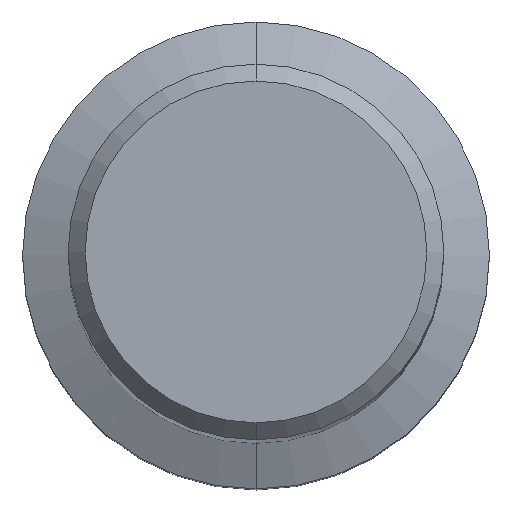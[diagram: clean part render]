
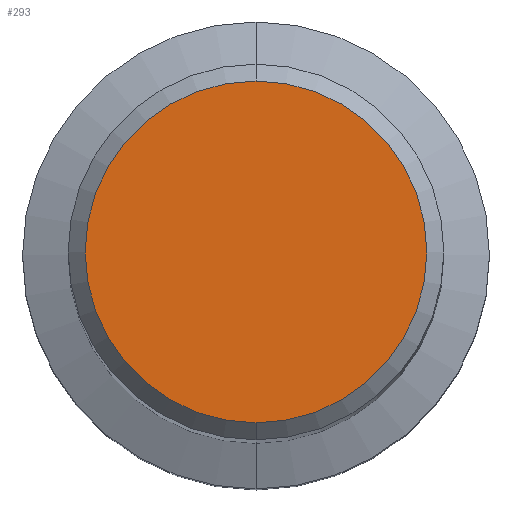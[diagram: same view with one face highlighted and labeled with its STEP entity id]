
A CAD part, top view. The second image highlights one B-rep face of the part: STEP entity #293.
In plain terms, the highlighted planar face has unit normal (0, 0, 1).
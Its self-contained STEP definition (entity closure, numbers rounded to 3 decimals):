
#211=EDGE_CURVE('',#347,#305,#567,.T.);
#293=ADVANCED_FACE('',(#659),#660,.T.);
#305=VERTEX_POINT('',#673);
#347=VERTEX_POINT('',#721);
#519=EDGE_CURVE('',#305,#347,#909,.T.);
#567=CIRCLE('',#954,8.05);
#659=FACE_OUTER_BOUND('',#1154,.T.);
#660=PLANE('',#1155);
#673=CARTESIAN_POINT('',(0.0,8.05,0.0));
#721=CARTESIAN_POINT('',(0.,-8.05,0.0));
#909=CIRCLE('',#1678,8.05);
#954=AXIS2_PLACEMENT_3D('',#1717,#1718,#1719);
#1154=EDGE_LOOP('',(#1828,#1829));
#1155=AXIS2_PLACEMENT_3D('',#1830,#1831,#1832);
#1678=AXIS2_PLACEMENT_3D('',#2108,#2109,#2110);
#1717=CARTESIAN_POINT('',(0.0,0.0,0.0));
#1718=DIRECTION('',(0.0,0.0,-1.0));
#1719=DIRECTION('',(0.0,1.0,0.0));
#1828=ORIENTED_EDGE('',*,*,#519,.F.);
#1829=ORIENTED_EDGE('',*,*,#211,.F.);
#1830=CARTESIAN_POINT('',(0.0,4.025,0.0));
#1831=DIRECTION('',(-0.0,0.0,1.0));
#1832=DIRECTION('',(0.0,-1.0,0.0));
#2108=CARTESIAN_POINT('',(0.0,0.0,0.0));
#2109=DIRECTION('',(0.0,0.0,-1.0));
#2110=DIRECTION('',(0.0,1.0,0.0));
